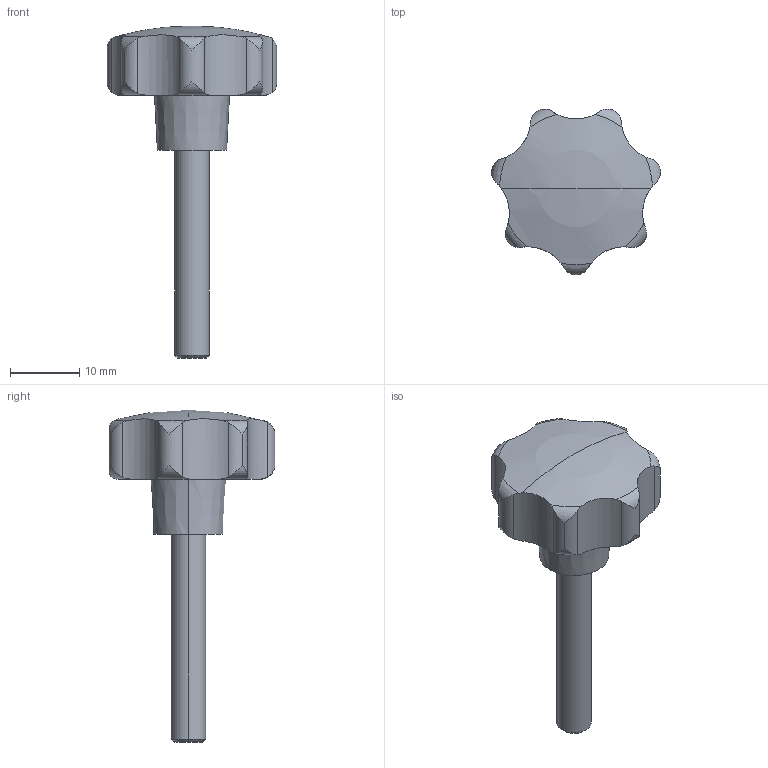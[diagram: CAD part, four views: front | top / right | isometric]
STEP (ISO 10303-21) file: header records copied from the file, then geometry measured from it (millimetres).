
FILE_DESCRIPTION(('STEP AP214'),'1');
FILE_NAME('HALDERN_EH_24740_1059.stp','2017-08-10T07:45:43',('TraceParts'),('TraceParts S.A.'),'Spatial InterOp 3D',' ',' ');
FILE_SCHEMA(('automotive_design'));
Length unit declared in the file: millimetre
Products named in the file (1): HALDERN_EH_24740_1059
Bounding box: 24.47 x 23.96 x 48 mm (x, y, z)
Volume: 4820.3 mm3; surface area: 2144.6 mm2
Topology: 1 solids, 1 shells, 44 faces, 131 edges, 89 vertices
Faces by surface type: cylinder 17, torus 16, cone 6, plane 3, sphere 2
Entity records: 2231 total; most frequent: CARTESIAN_POINT 768, ORIENTED_EDGE 258, DIRECTION 191, EDGE_CURVE 129, VERTEX_POINT 89, AXIS2_PLACEMENT_3D 84, B_SPLINE_CURVE_WITH_KNOTS 67, EDGE_LOOP 46
